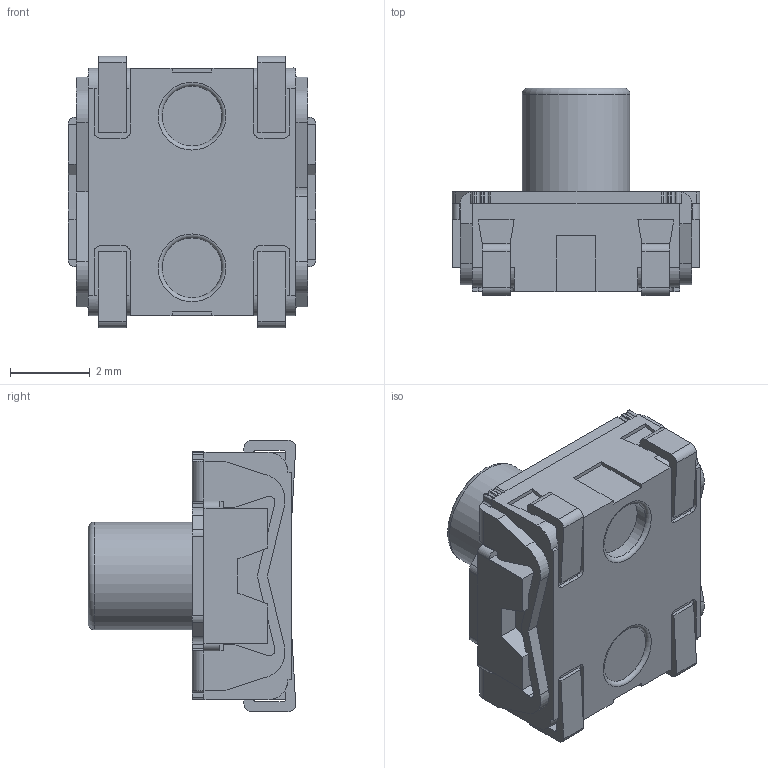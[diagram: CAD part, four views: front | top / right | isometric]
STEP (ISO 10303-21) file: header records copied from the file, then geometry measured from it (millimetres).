
FILE_DESCRIPTION(/* description */ (''),/* implementation_level */ '2;1');
FILE_NAME(/* name */ 'TL6150BFxxxQJ.stp',/* time_stamp */ '2023-11-01T09:24:40-05:00',/* author */ ('mwilliams'),/* organization */ (''),/* preprocessor_version */ 'ST-DEVELOPER v18.1',/* originating_system */ 'Autodesk Inventor 2022',/* authorisation */ '');
FILE_SCHEMA (('AUTOMOTIVE_DESIGN { 1 0 10303 214 3 1 1 }'));
Length unit declared in the file: inch
Products named in the file (1): 100118228_Simplify_1
Bounding box: 6.2 x 5.2 x 6.8 mm (x, y, z)
Volume: 102.8 mm3; surface area: 186 mm2
Topology: 1 solids, 1 shells, 310 faces, 860 edges, 552 vertices
Faces by surface type: plane 215, cylinder 92, torus 3
Full cylindrical faces by diameter (mm): 1.5 x1, 2.7 x1, 3 x1
Entity records: 9926 total; most frequent: CARTESIAN_POINT 1795, ORIENTED_EDGE 1720, DIRECTION 1673, EDGE_CURVE 860, LINE 653, VECTOR 653, VERTEX_POINT 552, AXIS2_PLACEMENT_3D 510
